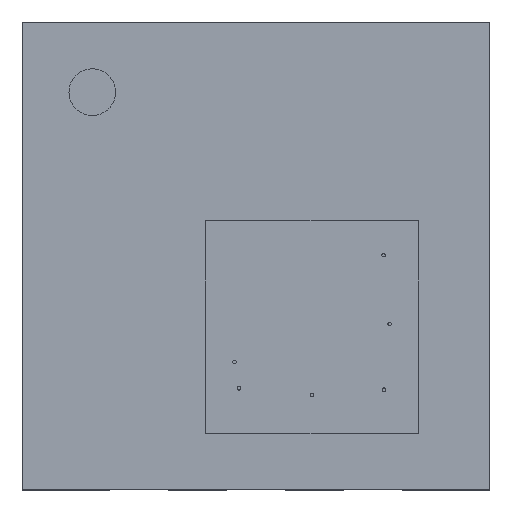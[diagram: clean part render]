
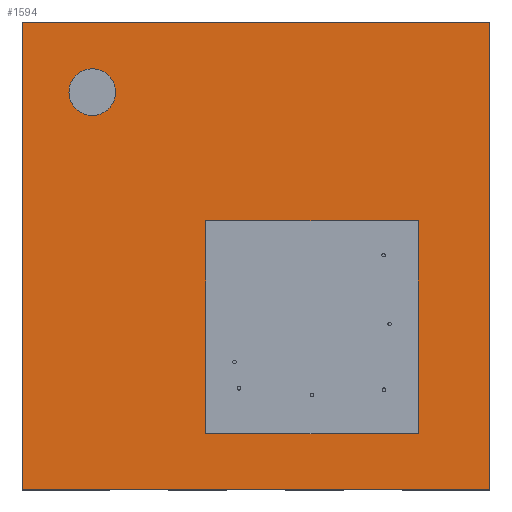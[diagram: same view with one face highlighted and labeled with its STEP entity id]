
A CAD part, top view. The second image highlights one B-rep face of the part: STEP entity #1594.
In plain terms, the highlighted planar face has unit normal (0, 0, 1).
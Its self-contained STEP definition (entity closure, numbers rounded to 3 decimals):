
#85 = DIRECTION ( 'NONE',  ( -1., 0., 0. ) ) ;
#123 = CARTESIAN_POINT ( 'NONE',  ( 1., -1., 0.73 ) ) ;
#230 = CARTESIAN_POINT ( 'NONE',  ( 0.695, 0., 0.73 ) ) ;
#244 = ORIENTED_EDGE ( 'NONE', *, *, #1489, .T. ) ;
#277 = EDGE_CURVE ( 'NONE', #3434, #2706, #2054, .T. ) ;
#325 = VECTOR ( 'NONE', #2558, 1000. ) ;
#357 = EDGE_LOOP ( 'NONE', ( #3539, #1462, #2685, #839 ) ) ;
#370 = DIRECTION ( 'NONE',  ( 1., 0., 0. ) ) ;
#416 = CARTESIAN_POINT ( 'NONE',  ( 0., 0., 0.73 ) ) ;
#479 = EDGE_CURVE ( 'NONE', #2706, #3434, #3367, .T. ) ;
#522 = EDGE_CURVE ( 'NONE', #1183, #750, #2452, .T. ) ;
#551 = CARTESIAN_POINT ( 'NONE',  ( 0., -0.76, 0.73 ) ) ;
#625 = VECTOR ( 'NONE', #2239, 1000. ) ;
#634 = FACE_OUTER_BOUND ( 'NONE', #357, .T. ) ;
#643 = VECTOR ( 'NONE', #85, 1000. ) ;
#670 = FACE_BOUND ( 'NONE', #3243, .T. ) ;
#676 = EDGE_CURVE ( 'NONE', #2157, #3380, #2551, .T. ) ;
#750 = VERTEX_POINT ( 'NONE', #2845 ) ;
#839 = ORIENTED_EDGE ( 'NONE', *, *, #2965, .T. ) ;
#855 = DIRECTION ( 'NONE',  ( 0., 0., -1. ) ) ;
#889 = CARTESIAN_POINT ( 'NONE',  ( -0.6, 0.7, 0.73 ) ) ;
#944 = CARTESIAN_POINT ( 'NONE',  ( -0.215, 0.15, 0.73 ) ) ;
#1080 = DIRECTION ( 'NONE',  ( 0., -1., 0. ) ) ;
#1084 = LINE ( 'NONE', #3336, #1720 ) ;
#1183 = VERTEX_POINT ( 'NONE', #1448 ) ;
#1204 = ORIENTED_EDGE ( 'NONE', *, *, #2387, .T. ) ;
#1265 = DIRECTION ( 'NONE',  ( 0., 1., 0. ) ) ;
#1268 = EDGE_LOOP ( 'NONE', ( #3427, #3533 ) ) ;
#1307 = CARTESIAN_POINT ( 'NONE',  ( -1., -1., 0.73 ) ) ;
#1317 = VECTOR ( 'NONE', #1080, 1000. ) ;
#1370 = VECTOR ( 'NONE', #2532, 1000. ) ;
#1393 = CARTESIAN_POINT ( 'NONE',  ( -1., 1., 0.73 ) ) ;
#1418 = CARTESIAN_POINT ( 'NONE',  ( 1., 1., 0.73 ) ) ;
#1448 = CARTESIAN_POINT ( 'NONE',  ( 0.695, -0.76, 0.73 ) ) ;
#1462 = ORIENTED_EDGE ( 'NONE', *, *, #676, .T. ) ;
#1489 = EDGE_CURVE ( 'NONE', #2667, #1183, #2461, .T. ) ;
#1519 = DIRECTION ( 'NONE',  ( 0., 0., 1. ) ) ;
#1531 = VERTEX_POINT ( 'NONE', #2612 ) ;
#1594 = ADVANCED_FACE ( 'NONE', ( #670, #2019, #634 ), #1738, .T. ) ;
#1704 = EDGE_CURVE ( 'NONE', #3380, #2361, #3373, .T. ) ;
#1720 = VECTOR ( 'NONE', #2500, 1000. ) ;
#1738 = PLANE ( 'NONE',  #3524 ) ;
#1747 = CARTESIAN_POINT ( 'NONE',  ( -0.7, 0.7, 0.73 ) ) ;
#1793 = DIRECTION ( 'NONE',  ( 1., 0., 0. ) ) ;
#1839 = LINE ( 'NONE', #123, #2420 ) ;
#1889 = DIRECTION ( 'NONE',  ( 1., 0., 0. ) ) ;
#1910 = CARTESIAN_POINT ( 'NONE',  ( -0.7, 0.7, 0.73 ) ) ;
#1984 = VECTOR ( 'NONE', #3097, 1000. ) ;
#2019 = FACE_BOUND ( 'NONE', #1268, .T. ) ;
#2054 = CIRCLE ( 'NONE', #2799, 0.1 ) ;
#2157 = VERTEX_POINT ( 'NONE', #2219 ) ;
#2219 = CARTESIAN_POINT ( 'NONE',  ( 1., 1., 0.73 ) ) ;
#2239 = DIRECTION ( 'NONE',  ( 0., 1., 0. ) ) ;
#2264 = CARTESIAN_POINT ( 'NONE',  ( -1., 1., 0.73 ) ) ;
#2361 = VERTEX_POINT ( 'NONE', #1307 ) ;
#2387 = EDGE_CURVE ( 'NONE', #750, #3545, #3369, .T. ) ;
#2420 = VECTOR ( 'NONE', #1265, 1000. ) ;
#2427 = EDGE_CURVE ( 'NONE', #3545, #2667, #3351, .T. ) ;
#2452 = LINE ( 'NONE', #551, #1984 ) ;
#2461 = LINE ( 'NONE', #230, #1317 ) ;
#2500 = DIRECTION ( 'NONE',  ( 1., 0., 0. ) ) ;
#2532 = DIRECTION ( 'NONE',  ( 1., 0., 0. ) ) ;
#2539 = CARTESIAN_POINT ( 'NONE',  ( -0.8, 0.7, 0.73 ) ) ;
#2544 = EDGE_CURVE ( 'NONE', #1531, #2157, #1839, .T. ) ;
#2551 = LINE ( 'NONE', #1418, #643 ) ;
#2558 = DIRECTION ( 'NONE',  ( 0., -1., 0. ) ) ;
#2612 = CARTESIAN_POINT ( 'NONE',  ( 1., -1., 0.73 ) ) ;
#2667 = VERTEX_POINT ( 'NONE', #3254 ) ;
#2685 = ORIENTED_EDGE ( 'NONE', *, *, #1704, .T. ) ;
#2706 = VERTEX_POINT ( 'NONE', #889 ) ;
#2733 = AXIS2_PLACEMENT_3D ( 'NONE', #1910, #855, #1889 ) ;
#2799 = AXIS2_PLACEMENT_3D ( 'NONE', #1747, #2857, #370 ) ;
#2845 = CARTESIAN_POINT ( 'NONE',  ( -0.215, -0.76, 0.73 ) ) ;
#2847 = CARTESIAN_POINT ( 'NONE',  ( -0.215, 0., 0.73 ) ) ;
#2857 = DIRECTION ( 'NONE',  ( 0., 0., -1. ) ) ;
#2965 = EDGE_CURVE ( 'NONE', #2361, #1531, #1084, .T. ) ;
#3020 = ORIENTED_EDGE ( 'NONE', *, *, #522, .T. ) ;
#3081 = CARTESIAN_POINT ( 'NONE',  ( 0., 0.15, 0.73 ) ) ;
#3097 = DIRECTION ( 'NONE',  ( -1., 0., 0. ) ) ;
#3201 = ORIENTED_EDGE ( 'NONE', *, *, #2427, .T. ) ;
#3243 = EDGE_LOOP ( 'NONE', ( #1204, #3201, #244, #3020 ) ) ;
#3254 = CARTESIAN_POINT ( 'NONE',  ( 0.695, 0.15, 0.73 ) ) ;
#3336 = CARTESIAN_POINT ( 'NONE',  ( -1., -1., 0.73 ) ) ;
#3351 = LINE ( 'NONE', #3081, #1370 ) ;
#3367 = CIRCLE ( 'NONE', #2733, 0.1 ) ;
#3369 = LINE ( 'NONE', #2847, #625 ) ;
#3373 = LINE ( 'NONE', #2264, #325 ) ;
#3380 = VERTEX_POINT ( 'NONE', #1393 ) ;
#3427 = ORIENTED_EDGE ( 'NONE', *, *, #479, .T. ) ;
#3434 = VERTEX_POINT ( 'NONE', #2539 ) ;
#3524 = AXIS2_PLACEMENT_3D ( 'NONE', #416, #1519, #1793 ) ;
#3533 = ORIENTED_EDGE ( 'NONE', *, *, #277, .T. ) ;
#3539 = ORIENTED_EDGE ( 'NONE', *, *, #2544, .T. ) ;
#3545 = VERTEX_POINT ( 'NONE', #944 ) ;
